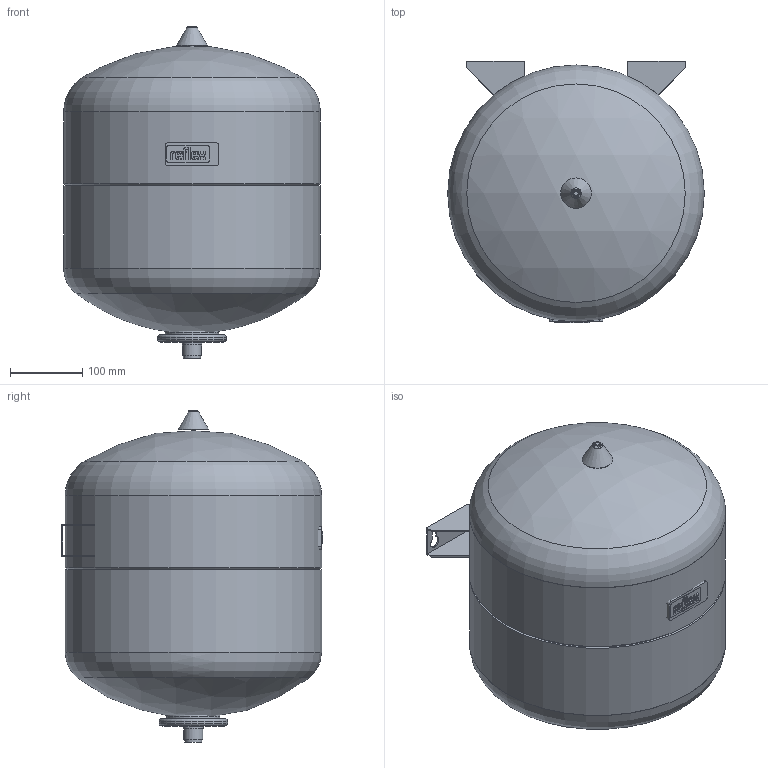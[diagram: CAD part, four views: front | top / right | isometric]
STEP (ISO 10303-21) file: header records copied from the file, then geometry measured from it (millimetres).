
FILE_DESCRIPTION(/* description */ (''),/* implementation_level */ '2;1');
FILE_NAME(/* name */ '3d_ReflexS33_10bar_70°C_gray-8706200.stp',/* time_stamp */ '2022-12-05T08:57:22+01:00',/* author */ ('Andrzej'),/* organization */ (''),/* preprocessor_version */ 'ST-DEVELOPER v16.13',/* originating_system */ 'AutoCAD Mechanical',/* authorisation */ '');
FILE_SCHEMA (('AUTOMOTIVE_DESIGN { 1 0 10303 214 3 1 1 }'));
Length unit declared in the file: millimetre
Products named in the file (1): Product
Bounding box: 354 x 360.3 x 458 mm (x, y, z)
Volume: 32795447 mm3; surface area: 989750.3 mm2
Topology: 16 solids, 16 shells, 292 faces, 707 edges, 466 vertices
Faces by surface type: plane 153, cylinder 113, torus 19, cone 4, sphere 2, bspline 1
Full cylindrical faces by diameter (mm): 7 x2, 12.5 x2, 16.679 x1, 21.7 x1, 23.5 x1, 23.8 x1, 26.4 x1, 26.9 x1, 70.5 x1, 73.5 x1, 84.5 x1, 91.5 x1, 94.5 x1, 354 x4
Entity records: 8618 total; most frequent: CARTESIAN_POINT 1675, DIRECTION 1482, ORIENTED_EDGE 1324, EDGE_CURVE 662, AXIS2_PLACEMENT_3D 541, VERTEX_POINT 463, LINE 400, VECTOR 400
